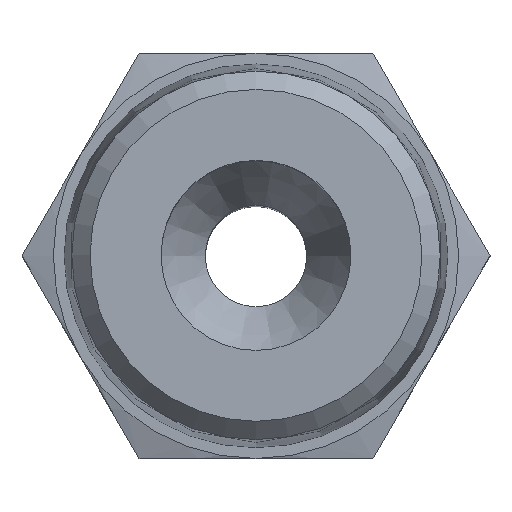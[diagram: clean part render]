
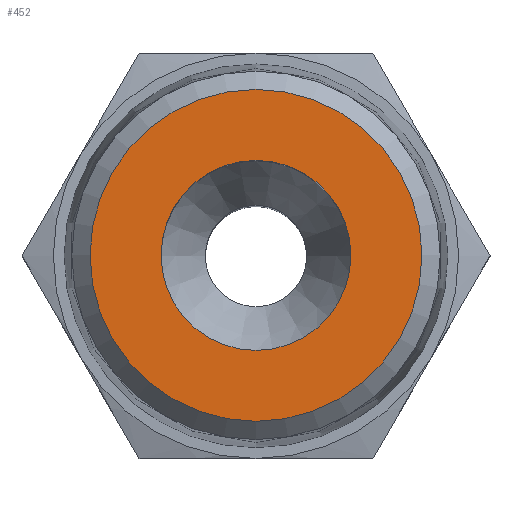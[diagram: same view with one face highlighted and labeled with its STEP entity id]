
A CAD part, top view. The second image highlights one B-rep face of the part: STEP entity #452.
In plain terms, the highlighted planar face has unit normal (0, 0, 1).
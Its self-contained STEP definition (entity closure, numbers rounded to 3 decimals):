
#162=ORIENTED_EDGE('',*,*,#245,.T.);
#163=ORIENTED_EDGE('',*,*,#246,.T.);
#245=EDGE_CURVE('',#285,#285,#311,.T.);
#246=EDGE_CURVE('',#286,#286,#312,.T.);
#285=VERTEX_POINT('',#853);
#286=VERTEX_POINT('',#855);
#311=CIRCLE('',#522,6.55);
#312=CIRCLE('',#523,3.75);
#344=EDGE_LOOP('',(#162));
#345=EDGE_LOOP('',(#163));
#394=FACE_BOUND('',#344,.T.);
#395=FACE_BOUND('',#345,.T.);
#429=PLANE('',#521);
#452=ADVANCED_FACE('',(#394,#395),#429,.T.);
#521=AXIS2_PLACEMENT_3D('',#851,#632,#633);
#522=AXIS2_PLACEMENT_3D('',#852,#634,#635);
#523=AXIS2_PLACEMENT_3D('',#854,#636,#637);
#632=DIRECTION('',(0.,0.,1.));
#633=DIRECTION('',(0.,-1.,0.));
#634=DIRECTION('',(0.,0.,1.));
#635=DIRECTION('',(0.,-1.,0.));
#636=DIRECTION('',(0.,0.,-1.));
#637=DIRECTION('',(-1.,0.,0.));
#851=CARTESIAN_POINT('',(0.,0.,14.2));
#852=CARTESIAN_POINT('',(0.,0.,14.2));
#853=CARTESIAN_POINT('',(0.,-6.55,14.2));
#854=CARTESIAN_POINT('',(0.,0.,14.2));
#855=CARTESIAN_POINT('',(-3.75,0.,14.2));
